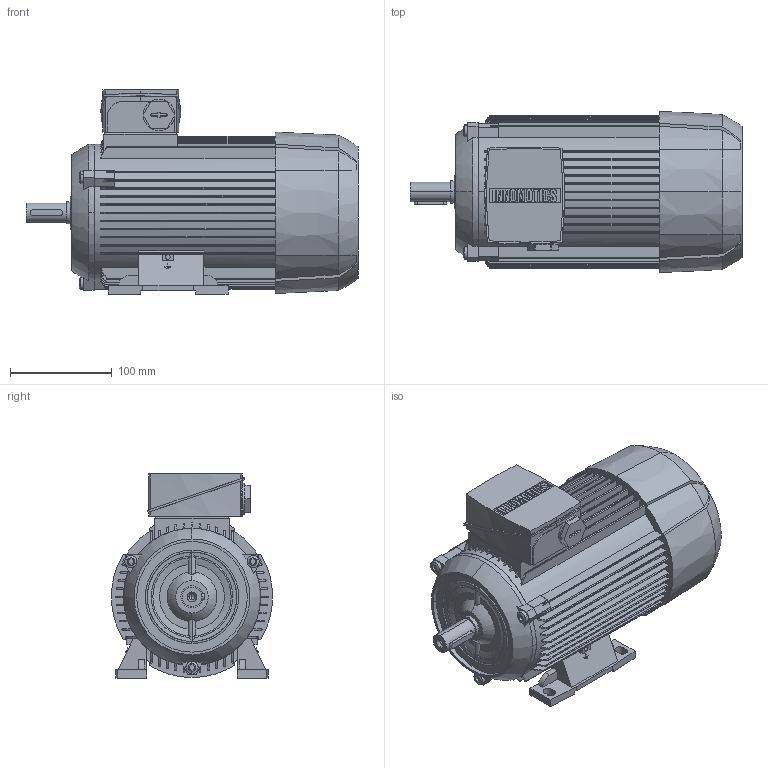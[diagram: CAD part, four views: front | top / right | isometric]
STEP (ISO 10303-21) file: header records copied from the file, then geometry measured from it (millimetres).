
FILE_DESCRIPTION(('STEP AP214'),'1');
FILE_NAME('cctmp_372ABEB4-177B-4B9A-BFA2-1D7F7262627E_2024_08_01_12_13_02_0465..stp','2024-08-01T12:13:02',('SIEMENS A&D'),('CADClick - www.CADClick.com'),'Spatial InterOp 3D',' ','unknown authorization');
FILE_SCHEMA(('AUTOMOTIVE_DESIGN'));
Length unit declared in the file: millimetre
Products named in the file (1): 1
Bounding box: 327 x 158.5 x 201 mm (x, y, z)
Volume: 4868190.2 mm3; surface area: 324279.6 mm2
Topology: 7 solids, 7 shells, 745 faces, 2072 edges, 1368 vertices
Faces by surface type: plane 471, cylinder 188, torus 64, cone 22
Entity records: 32398 total; most frequent: CARTESIAN_POINT 7125, ORIENTED_EDGE 4140, DIRECTION 3907, EDGE_CURVE 2070, VERTEX_POINT 1368, LINE 1333, VECTOR 1333, AXIS2_PLACEMENT_3D 1287
